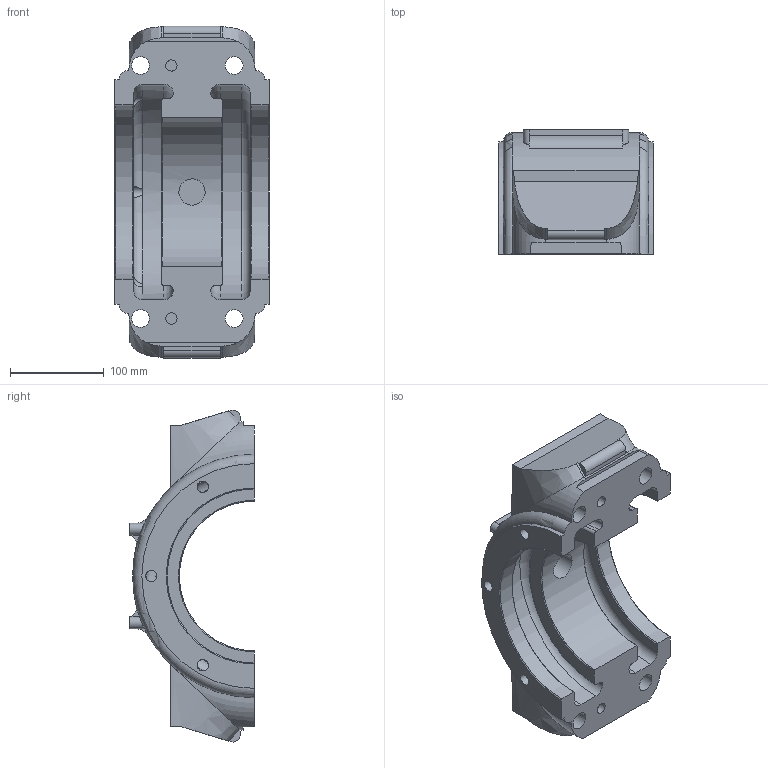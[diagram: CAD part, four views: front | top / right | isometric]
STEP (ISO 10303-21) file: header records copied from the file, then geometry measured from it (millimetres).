
FILE_DESCRIPTION(('STEP AP242'), '1');
FILE_NAME('57. 署赅 镱澍栾龛赅', '', ('UNSPECIFIED'), ('UNSPECIFIED'), 'C3D Converter', 'C3D Toolkit', '');
FILE_SCHEMA(('AP242_MANAGED_MODEL_BASED_3D_ENGINEERING_MIM_LF { 1 0 10303 442 1 1 4 }'));
Length unit declared in the file: millimetre
Bounding box: 165 x 133 x 354.4 mm (x, y, z)
Volume: 2798328.6 mm3; surface area: 261977.2 mm2
Topology: 1 solids, 1 shells, 105 faces, 277 edges, 176 vertices
Faces by surface type: plane 46, cylinder 32, torus 17, cone 6, extrusion 4
Full cylindrical faces by diameter (mm): 12 x5, 19 x4, 28 x1
Entity records: 6097 total; most frequent: CARTESIAN_POINT 2592, DIRECTION 564, ORIENTED_EDGE 534, EDGE_CURVE 267, AXIS2_PLACEMENT_3D 227, VERTEX_POINT 176, EDGE_LOOP 131, CIRCLE 125
